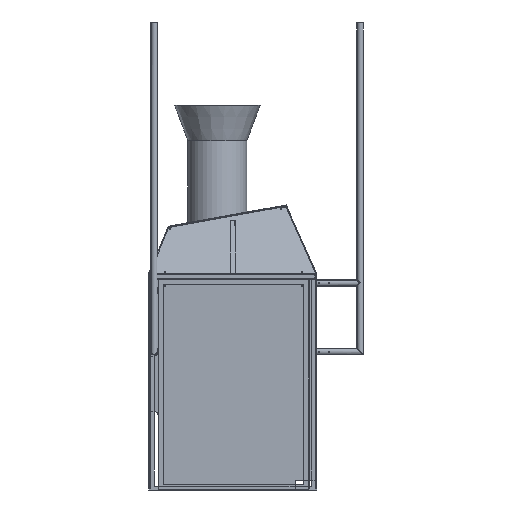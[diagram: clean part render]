
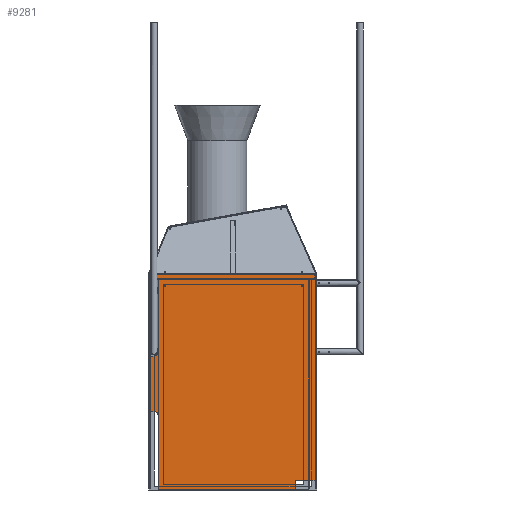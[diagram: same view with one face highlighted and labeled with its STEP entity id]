
A CAD part, front view. The second image highlights one B-rep face of the part: STEP entity #9281.
In plain terms, the highlighted planar face has unit normal (0, -1, 0).
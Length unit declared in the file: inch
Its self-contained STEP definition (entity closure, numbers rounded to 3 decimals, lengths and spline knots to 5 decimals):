
#852=FACE_BOUND('',#2309,.T.);
#853=FACE_BOUND('',#2310,.T.);
#1123=CIRCLE('',#10215,1.125);
#1124=CIRCLE('',#10219,1.);
#1125=CIRCLE('',#10220,0.25);
#1126=CIRCLE('',#10221,1.125);
#1127=CIRCLE('',#10222,0.125);
#1128=CIRCLE('',#10223,0.125);
#1575=FACE_OUTER_BOUND('',#2308,.T.);
#2308=EDGE_LOOP('',(#7941,#7942,#7943,#7944,#7945,#7946,#7947,#7948,#7949,
#7950,#7951,#7952,#7953,#7954,#7955,#7956,#7957,#7958));
#2309=EDGE_LOOP('',(#7959));
#2310=EDGE_LOOP('',(#7960));
#3210=LINE('',#16954,#4048);
#3226=LINE('',#16998,#4064);
#3228=LINE('',#17002,#4066);
#3230=LINE('',#17006,#4068);
#3233=LINE('',#17014,#4071);
#3235=LINE('',#17017,#4073);
#3236=LINE('',#17022,#4074);
#3237=LINE('',#17024,#4075);
#3238=LINE('',#17026,#4076);
#3239=LINE('',#17030,#4077);
#3240=LINE('',#17032,#4078);
#3241=LINE('',#17034,#4079);
#3242=LINE('',#17036,#4080);
#3243=LINE('',#17038,#4081);
#4048=VECTOR('',#12109,1.);
#4064=VECTOR('',#12141,1.);
#4066=VECTOR('',#12145,14.125);
#4068=VECTOR('',#12149,1.);
#4071=VECTOR('',#12158,1.);
#4073=VECTOR('',#12162,13.25);
#4074=VECTOR('',#12167,19.);
#4075=VECTOR('',#12168,35.);
#4076=VECTOR('',#12169,2.25);
#4077=VECTOR('',#12172,4.75);
#4078=VECTOR('',#12173,52.5);
#4079=VECTOR('',#12174,42.);
#4080=VECTOR('',#12175,3.125);
#4081=VECTOR('',#12176,1.);
#4882=VERTEX_POINT('',#16951);
#4883=VERTEX_POINT('',#16953);
#4902=VERTEX_POINT('',#16995);
#4903=VERTEX_POINT('',#16997);
#4904=VERTEX_POINT('',#17001);
#4905=VERTEX_POINT('',#17005);
#4906=VERTEX_POINT('',#17009);
#4907=VERTEX_POINT('',#17013);
#4908=VERTEX_POINT('',#17019);
#4909=VERTEX_POINT('',#17021);
#4910=VERTEX_POINT('',#17023);
#4911=VERTEX_POINT('',#17025);
#4912=VERTEX_POINT('',#17027);
#4913=VERTEX_POINT('',#17029);
#4914=VERTEX_POINT('',#17031);
#4915=VERTEX_POINT('',#17033);
#4916=VERTEX_POINT('',#17035);
#4917=VERTEX_POINT('',#17037);
#4918=VERTEX_POINT('',#17040);
#4919=VERTEX_POINT('',#17042);
#5956=EDGE_CURVE('',#4883,#4882,#3210,.T.);
#5978=EDGE_CURVE('',#4902,#4903,#3226,.T.);
#5980=EDGE_CURVE('',#4903,#4904,#3228,.T.);
#5982=EDGE_CURVE('',#4905,#4904,#3230,.T.);
#5984=EDGE_CURVE('',#4905,#4906,#1123,.T.);
#5986=EDGE_CURVE('',#4906,#4907,#3233,.T.);
#5988=EDGE_CURVE('',#4907,#4882,#3235,.T.);
#5989=EDGE_CURVE('',#4908,#4902,#1124,.T.);
#5990=EDGE_CURVE('',#4909,#4908,#3236,.T.);
#5991=EDGE_CURVE('',#4910,#4909,#3237,.T.);
#5992=EDGE_CURVE('',#4911,#4910,#3238,.T.);
#5993=EDGE_CURVE('',#4912,#4911,#1125,.T.);
#5994=EDGE_CURVE('',#4913,#4912,#3239,.T.);
#5995=EDGE_CURVE('',#4913,#4914,#3240,.T.);
#5996=EDGE_CURVE('',#4915,#4914,#3241,.T.);
#5997=EDGE_CURVE('',#4916,#4915,#3242,.T.);
#5998=EDGE_CURVE('',#4917,#4916,#3243,.T.);
#5999=EDGE_CURVE('',#4883,#4917,#1126,.T.);
#6000=EDGE_CURVE('',#4918,#4918,#1127,.T.);
#6001=EDGE_CURVE('',#4919,#4919,#1128,.T.);
#7941=ORIENTED_EDGE('',*,*,#5978,.F.);
#7942=ORIENTED_EDGE('',*,*,#5989,.F.);
#7943=ORIENTED_EDGE('',*,*,#5990,.F.);
#7944=ORIENTED_EDGE('',*,*,#5991,.F.);
#7945=ORIENTED_EDGE('',*,*,#5992,.F.);
#7946=ORIENTED_EDGE('',*,*,#5993,.F.);
#7947=ORIENTED_EDGE('',*,*,#5994,.F.);
#7948=ORIENTED_EDGE('',*,*,#5995,.T.);
#7949=ORIENTED_EDGE('',*,*,#5996,.F.);
#7950=ORIENTED_EDGE('',*,*,#5997,.F.);
#7951=ORIENTED_EDGE('',*,*,#5998,.F.);
#7952=ORIENTED_EDGE('',*,*,#5999,.F.);
#7953=ORIENTED_EDGE('',*,*,#5956,.T.);
#7954=ORIENTED_EDGE('',*,*,#5988,.F.);
#7955=ORIENTED_EDGE('',*,*,#5986,.F.);
#7956=ORIENTED_EDGE('',*,*,#5984,.F.);
#7957=ORIENTED_EDGE('',*,*,#5982,.T.);
#7958=ORIENTED_EDGE('',*,*,#5980,.F.);
#7959=ORIENTED_EDGE('',*,*,#6000,.F.);
#7960=ORIENTED_EDGE('',*,*,#6001,.F.);
#8834=PLANE('',#10218);
#9281=ADVANCED_FACE('',(#1575,#852,#853),#8834,.T.);
#10215=AXIS2_PLACEMENT_3D('',#17010,#12153,#12154);
#10218=AXIS2_PLACEMENT_3D('',#17018,#12163,#12164);
#10219=AXIS2_PLACEMENT_3D('',#17020,#12165,#12166);
#10220=AXIS2_PLACEMENT_3D('',#17028,#12170,#12171);
#10221=AXIS2_PLACEMENT_3D('',#17039,#12177,#12178);
#10222=AXIS2_PLACEMENT_3D('',#17041,#12179,#12180);
#10223=AXIS2_PLACEMENT_3D('',#17043,#12181,#12182);
#12109=DIRECTION('',(-1.,0.,0.));
#12141=DIRECTION('',(-1.,0.,0.));
#12145=DIRECTION('',(0.,0.,1.));
#12149=DIRECTION('',(-1.,0.,0.));
#12153=DIRECTION('center_axis',(0.,-1.,0.));
#12154=DIRECTION('ref_axis',(0.,0.,-1.));
#12158=DIRECTION('',(-1.,0.,0.));
#12162=DIRECTION('',(0.,0.,1.));
#12163=DIRECTION('center_axis',(0.,-1.,0.));
#12164=DIRECTION('ref_axis',(1.,0.,0.));
#12165=DIRECTION('center_axis',(0.,-1.,0.));
#12166=DIRECTION('ref_axis',(1.,0.,0.));
#12167=DIRECTION('',(0.,0.,1.));
#12168=DIRECTION('',(-1.,0.,0.));
#12169=DIRECTION('',(0.,0.,-1.));
#12170=DIRECTION('center_axis',(0.,-1.,0.));
#12171=DIRECTION('ref_axis',(0.,0.,1.));
#12172=DIRECTION('',(-1.,0.,0.));
#12173=DIRECTION('',(0.,0.,1.));
#12174=DIRECTION('',(1.,0.,0.));
#12175=DIRECTION('',(0.,0.,1.));
#12176=DIRECTION('',(-1.,0.,0.));
#12177=DIRECTION('center_axis',(0.,-1.,0.));
#12178=DIRECTION('ref_axis',(0.,0.,-1.));
#12179=DIRECTION('center_axis',(0.,-1.,0.));
#12180=DIRECTION('ref_axis',(0.,0.,-1.));
#12181=DIRECTION('center_axis',(0.,-1.,0.));
#12182=DIRECTION('ref_axis',(0.,0.,1.));
#16951=CARTESIAN_POINT('',(-21.,-121.275,49.625));
#16953=CARTESIAN_POINT('',(-20.,-121.275,49.625));
#16954=CARTESIAN_POINT('',(-20.,-121.275,49.625));
#16995=CARTESIAN_POINT('',(-20.,-121.275,20.));
#16997=CARTESIAN_POINT('',(-21.,-121.275,20.));
#16998=CARTESIAN_POINT('',(-20.,-121.275,20.));
#17001=CARTESIAN_POINT('',(-21.,-121.275,34.125));
#17002=CARTESIAN_POINT('',(-21.,-121.275,20.));
#17005=CARTESIAN_POINT('',(-20.,-121.275,34.125));
#17006=CARTESIAN_POINT('',(-20.,-121.275,34.125));
#17009=CARTESIAN_POINT('',(-20.,-121.275,36.375));
#17010=CARTESIAN_POINT('Origin',(-20.,-121.275,35.25));
#17013=CARTESIAN_POINT('',(-21.,-121.275,36.375));
#17014=CARTESIAN_POINT('',(-20.,-121.275,36.375));
#17017=CARTESIAN_POINT('',(-21.,-121.275,36.375));
#17018=CARTESIAN_POINT('Origin',(0.,-121.275,27.5));
#17019=CARTESIAN_POINT('',(-19.,-121.275,19.));
#17020=CARTESIAN_POINT('Origin',(-20.,-121.275,19.));
#17021=CARTESIAN_POINT('',(-19.,-121.275,0.));
#17022=CARTESIAN_POINT('',(-19.,-121.275,0.));
#17023=CARTESIAN_POINT('',(16.,-121.275,0.));
#17024=CARTESIAN_POINT('',(16.,-121.275,0.));
#17025=CARTESIAN_POINT('',(16.,-121.275,2.25));
#17026=CARTESIAN_POINT('',(16.,-121.275,2.25));
#17027=CARTESIAN_POINT('',(16.25,-121.275,2.5));
#17028=CARTESIAN_POINT('Origin',(16.25,-121.275,2.25));
#17029=CARTESIAN_POINT('',(21.,-121.275,2.5));
#17030=CARTESIAN_POINT('',(21.,-121.275,2.5));
#17031=CARTESIAN_POINT('',(21.,-121.275,55.));
#17032=CARTESIAN_POINT('',(21.,-121.275,2.5));
#17033=CARTESIAN_POINT('',(-21.,-121.275,55.));
#17034=CARTESIAN_POINT('',(-21.,-121.275,55.));
#17035=CARTESIAN_POINT('',(-21.,-121.275,51.875));
#17036=CARTESIAN_POINT('',(-21.,-121.275,51.875));
#17037=CARTESIAN_POINT('',(-20.,-121.275,51.875));
#17038=CARTESIAN_POINT('',(-20.,-121.275,51.875));
#17039=CARTESIAN_POINT('Origin',(-20.,-121.275,50.75));
#17040=CARTESIAN_POINT('',(17.875,-121.275,52.));
#17041=CARTESIAN_POINT('Origin',(17.75,-121.275,52.));
#17042=CARTESIAN_POINT('',(-17.375,-121.275,52.));
#17043=CARTESIAN_POINT('Origin',(-17.25,-121.275,52.));
